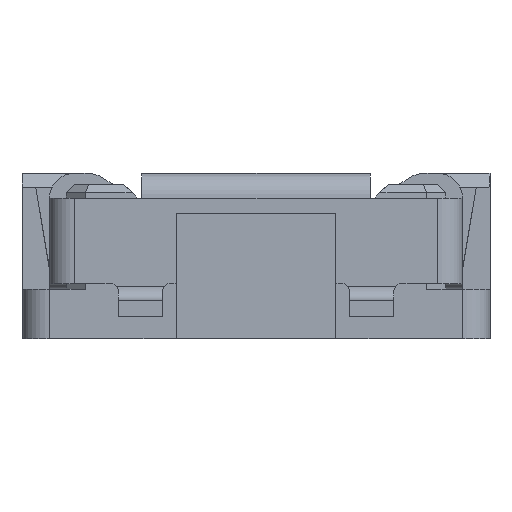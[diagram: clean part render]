
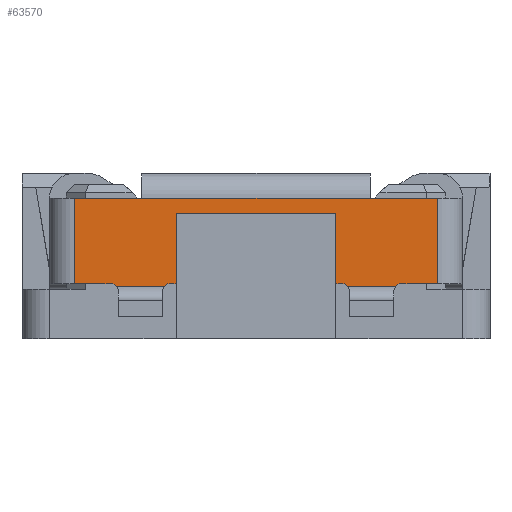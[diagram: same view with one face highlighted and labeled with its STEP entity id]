
A CAD part, left-side view. The second image highlights one B-rep face of the part: STEP entity #63570.
In plain terms, the highlighted face is planar.
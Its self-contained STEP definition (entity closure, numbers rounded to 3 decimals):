
#2300=CARTESIAN_POINT('',(3.08,-0.22,
2.265));
#2310=VERTEX_POINT('',#2300);
#2340=CARTESIAN_POINT('',(3.1,-0.22,
2.265));
#2350=DIRECTION('',(-1.,0.,0.));
#2360=VECTOR('',#2350,1.);
#2370=LINE('',#2340,#2360);
#2380=CARTESIAN_POINT('',(3.1,-0.22,
2.265));
#2390=VERTEX_POINT('',#2380);
#2400=EDGE_CURVE('',#2390,#2310,#2370,.T.);
#6620=CARTESIAN_POINT('',(2.375,-0.53,
2.265));
#6630=VERTEX_POINT('',#6620);
#14260=CARTESIAN_POINT('',(3.298,-0.21,
2.265));
#14270=VERTEX_POINT('',#14260);
#14300=CARTESIAN_POINT('',(3.32,-0.19,
2.265));
#14310=DIRECTION('',(0.,0.,1.));
#14320=DIRECTION('',(-0.745,-0.667,
0.));
#14330=AXIS2_PLACEMENT_3D('',#14300,#14310,#14320);
#14340=CIRCLE('',#14330,0.03);
#14350=CARTESIAN_POINT('',(3.32,-0.22,
2.265));
#14360=VERTEX_POINT('',#14350);
#14370=EDGE_CURVE('',#14270,#14360,#14340,.T.);
#25840=CARTESIAN_POINT('',(3.45,-0.22,
2.265));
#25850=DIRECTION('',(-1.,0.,0.));
#25860=VECTOR('',#25850,1.);
#25870=LINE('',#25840,#25860);
#25880=CARTESIAN_POINT('',(3.45,-0.22,
2.265));
#25890=VERTEX_POINT('',#25880);
#25900=EDGE_CURVE('',#25890,#14360,#25870,.T.);
#29370=CARTESIAN_POINT('',(3.45,-0.53,
2.265));
#29380=VERTEX_POINT('',#29370);
#29430=CARTESIAN_POINT('',(3.45,-0.53,
2.265));
#29440=DIRECTION('',(-1.,0.,0.));
#29450=VECTOR('',#29440,1.);
#29460=LINE('',#29430,#29450);
#29470=CARTESIAN_POINT('',(3.205,-0.53,
2.265));
#29480=VERTEX_POINT('',#29470);
#29490=EDGE_CURVE('',#29380,#29480,#29460,.T.);
#58520=CARTESIAN_POINT('',(2.5,-0.22,
2.265));
#58530=VERTEX_POINT('',#58520);
#58560=CARTESIAN_POINT('',(2.5,-0.445,
2.265));
#58570=DIRECTION('',(0.,1.,0.));
#58580=VECTOR('',#58570,1.);
#58590=LINE('',#58560,#58580);
#58600=CARTESIAN_POINT('',(2.5,-0.445,
2.265));
#58610=VERTEX_POINT('',#58600);
#58620=EDGE_CURVE('',#58610,#58530,#58590,.T.);
#59240=CARTESIAN_POINT('',(3.08,-0.445,
2.265));
#59250=VERTEX_POINT('',#59240);
#59280=CARTESIAN_POINT('',(3.08,-0.445,
2.265));
#59290=DIRECTION('',(0.,1.,0.));
#59300=VECTOR('',#59290,1.);
#59310=LINE('',#59280,#59300);
#59320=EDGE_CURVE('',#59250,#2310,#59310,.T.);
#62420=CARTESIAN_POINT('',(2.458,-0.21,
2.265));
#62430=VERTEX_POINT('',#62420);
#62460=CARTESIAN_POINT('',(2.48,-0.19,
2.265));
#62470=DIRECTION('',(0.,0.,1.));
#62480=DIRECTION('',(-0.745,-0.667,
0.));
#62490=AXIS2_PLACEMENT_3D('',#62460,#62470,#62480);
#62500=CIRCLE('',#62490,0.03);
#62510=CARTESIAN_POINT('',(2.48,-0.22,
2.265));
#62520=VERTEX_POINT('',#62510);
#62530=EDGE_CURVE('',#62430,#62520,#62500,.T.);
#62650=CARTESIAN_POINT('',(3.205,-0.49,
2.265));
#62660=DIRECTION('',(0.,0.,1.));
#62670=DIRECTION('',(0.,1.,0.));
#62680=AXIS2_PLACEMENT_3D('',#62650,#62660,#62670);
#62690=PLANE('',#62680);
#62700=CARTESIAN_POINT('',(2.5,-0.445,
2.265));
#62710=DIRECTION('',(1.,0.,0.));
#62720=VECTOR('',#62710,1.);
#62730=LINE('',#62700,#62720);
#62740=EDGE_CURVE('',#58610,#59250,#62730,.T.);
#62750=ORIENTED_EDGE('',*,*,#62740,.T.);
#62760=ORIENTED_EDGE('',*,*,#58620,.F.);
#62770=CARTESIAN_POINT('',(2.5,-0.22,
2.265));
#62780=DIRECTION('',(-1.,0.,0.));
#62790=VECTOR('',#62780,1.);
#62800=LINE('',#62770,#62790);
#62810=EDGE_CURVE('',#58530,#62520,#62800,.T.);
#62820=ORIENTED_EDGE('',*,*,#62810,.F.);
#62830=ORIENTED_EDGE('',*,*,#62530,.T.);
#62840=CARTESIAN_POINT('',(2.458,-0.21,
2.265));
#62850=DIRECTION('',(-1.,0.,0.));
#62860=VECTOR('',#62850,1.);
#62870=LINE('',#62840,#62860);
#62880=CARTESIAN_POINT('',(2.282,-0.21,
2.265));
#62890=VERTEX_POINT('',#62880);
#62900=EDGE_CURVE('',#62430,#62890,#62870,.T.);
#62910=ORIENTED_EDGE('',*,*,#62900,.F.);
#62920=CARTESIAN_POINT('',(2.26,-0.19,
2.265));
#62930=DIRECTION('',(0.,0.,1.));
#62940=DIRECTION('',(0.,-1.,0.));
#62950=AXIS2_PLACEMENT_3D('',#62920,#62930,#62940);
#62960=CIRCLE('',#62950,0.03);
#62970=CARTESIAN_POINT('',(2.26,-0.22,
2.265));
#62980=VERTEX_POINT('',#62970);
#62990=EDGE_CURVE('',#62980,#62890,#62960,.T.);
#63000=ORIENTED_EDGE('',*,*,#62990,.T.);
#63010=CARTESIAN_POINT('',(2.26,-0.22,
2.265));
#63020=DIRECTION('',(-1.,0.,0.));
#63030=VECTOR('',#63020,1.);
#63040=LINE('',#63010,#63030);
#63050=CARTESIAN_POINT('',(2.13,-0.22,
2.265));
#63060=VERTEX_POINT('',#63050);
#63070=EDGE_CURVE('',#62980,#63060,#63040,.T.);
#63080=ORIENTED_EDGE('',*,*,#63070,.F.);
#63090=CARTESIAN_POINT('',(2.13,-0.22,
2.265));
#63100=DIRECTION('',(0.,-1.,0.));
#63110=VECTOR('',#63100,1.);
#63120=LINE('',#63090,#63110);
#63130=CARTESIAN_POINT('',(2.13,-0.53,
2.265));
#63140=VERTEX_POINT('',#63130);
#63150=EDGE_CURVE('',#63060,#63140,#63120,.T.);
#63160=ORIENTED_EDGE('',*,*,#63150,.F.);
#63170=CARTESIAN_POINT('',(2.375,-0.53,
2.265));
#63180=DIRECTION('',(-1.,0.,0.));
#63190=VECTOR('',#63180,1.);
#63200=LINE('',#63170,#63190);
#63210=EDGE_CURVE('',#6630,#63140,#63200,.T.);
#63220=ORIENTED_EDGE('',*,*,#63210,.T.);
#63230=CARTESIAN_POINT('',(2.375,-0.53,
2.265));
#63240=DIRECTION('',(1.,0.,0.));
#63250=VECTOR('',#63240,1.);
#63260=LINE('',#63230,#63250);
#63270=EDGE_CURVE('',#6630,#29480,#63260,.T.);
#63280=ORIENTED_EDGE('',*,*,#63270,.F.);
#63290=ORIENTED_EDGE('',*,*,#29490,.T.);
#63300=CARTESIAN_POINT('',(3.45,-0.53,
2.265));
#63310=DIRECTION('',(0.,1.,0.));
#63320=VECTOR('',#63310,1.);
#63330=LINE('',#63300,#63320);
#63340=EDGE_CURVE('',#29380,#25890,#63330,.T.);
#63350=ORIENTED_EDGE('',*,*,#63340,.F.);
#63360=ORIENTED_EDGE('',*,*,#25900,.F.);
#63370=ORIENTED_EDGE('',*,*,#14370,.T.);
#63380=CARTESIAN_POINT('',(3.298,-0.21,
2.265));
#63390=DIRECTION('',(-1.,0.,0.));
#63400=VECTOR('',#63390,1.);
#63410=LINE('',#63380,#63400);
#63420=CARTESIAN_POINT('',(3.122,-0.21,
2.265));
#63430=VERTEX_POINT('',#63420);
#63440=EDGE_CURVE('',#14270,#63430,#63410,.T.);
#63450=ORIENTED_EDGE('',*,*,#63440,.F.);
#63460=CARTESIAN_POINT('',(3.1,-0.19,
2.265));
#63470=DIRECTION('',(0.,0.,1.));
#63480=DIRECTION('',(0.,-1.,0.));
#63490=AXIS2_PLACEMENT_3D('',#63460,#63470,#63480);
#63500=CIRCLE('',#63490,0.03);
#63510=EDGE_CURVE('',#2390,#63430,#63500,.T.);
#63520=ORIENTED_EDGE('',*,*,#63510,.T.);
#63530=ORIENTED_EDGE('',*,*,#2400,.F.);
#63540=ORIENTED_EDGE('',*,*,#59320,.T.);
#63550=EDGE_LOOP('',(#63540,#63530,#63520,#63450,#63370,#63360,#63350,
#63290,#63280,#63220,#63160,#63080,#63000,#62910,#62830,#62820,#62760,
#62750));
#63560=FACE_OUTER_BOUND('',#63550,.T.);
#63570=ADVANCED_FACE('',(#63560),#62690,.F.);
